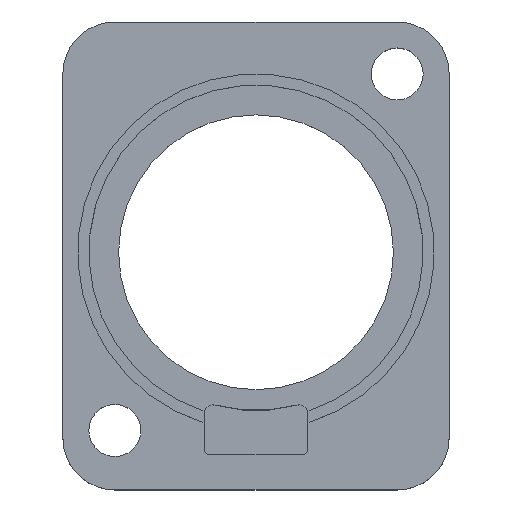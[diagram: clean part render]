
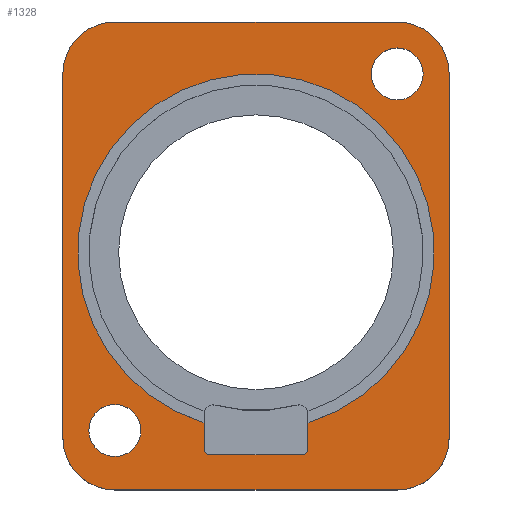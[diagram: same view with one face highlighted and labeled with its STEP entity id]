
A CAD part, top view. The second image highlights one B-rep face of the part: STEP entity #1328.
In plain terms, the highlighted planar face has unit normal (0, 0, 1).
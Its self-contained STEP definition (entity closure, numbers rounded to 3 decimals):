
#335=CARTESIAN_POINT('',(-9.5,-12.,0.));
#336=DIRECTION('',(0.,0.,-1.));
#337=DIRECTION('',(-1.,0.,0.));
#338=AXIS2_PLACEMENT_3D('',#335,#336,#337);
#340=CARTESIAN_POINT('',(-9.5,-12.,0.));
#341=DIRECTION('',(0.,0.,-1.));
#342=DIRECTION('',(1.,0.,0.));
#343=AXIS2_PLACEMENT_3D('',#340,#341,#342);
#345=CARTESIAN_POINT('',(9.5,12.,0.));
#346=DIRECTION('',(0.,0.,-1.));
#347=DIRECTION('',(-1.,0.,0.));
#348=AXIS2_PLACEMENT_3D('',#345,#346,#347);
#350=CARTESIAN_POINT('',(9.5,12.,0.));
#351=DIRECTION('',(0.,0.,-1.));
#352=DIRECTION('',(1.,0.,0.));
#353=AXIS2_PLACEMENT_3D('',#350,#351,#352);
#355=DIRECTION('',(0.,1.,0.));
#356=VECTOR('',#355,24.5);
#357=CARTESIAN_POINT('',(13.,-12.5,0.));
#358=LINE('',#357,#356);
#359=CARTESIAN_POINT('',(9.5,-12.5,0.));
#360=DIRECTION('',(0.,0.,1.));
#361=DIRECTION('',(0.,-1.,0.));
#362=AXIS2_PLACEMENT_3D('',#359,#360,#361);
#364=DIRECTION('',(1.,0.,0.));
#365=VECTOR('',#364,19.);
#366=CARTESIAN_POINT('',(-9.5,-16.,0.));
#367=LINE('',#366,#365);
#368=CARTESIAN_POINT('',(-9.5,-12.5,0.));
#369=DIRECTION('',(0.,0.,1.));
#370=DIRECTION('',(-1.,0.,0.));
#371=AXIS2_PLACEMENT_3D('',#368,#369,#370);
#373=DIRECTION('',(0.,-1.,0.));
#374=VECTOR('',#373,24.5);
#375=CARTESIAN_POINT('',(-13.,12.,0.));
#376=LINE('',#375,#374);
#377=CARTESIAN_POINT('',(-9.5,12.,0.));
#378=DIRECTION('',(0.,0.,1.));
#379=DIRECTION('',(0.,1.,0.));
#380=AXIS2_PLACEMENT_3D('',#377,#378,#379);
#382=DIRECTION('',(-1.,0.,0.));
#383=VECTOR('',#382,19.);
#384=CARTESIAN_POINT('',(9.5,15.5,0.));
#385=LINE('',#384,#383);
#386=CARTESIAN_POINT('',(9.5,12.,0.));
#387=DIRECTION('',(0.,0.,1.));
#388=DIRECTION('',(1.,0.,0.));
#389=AXIS2_PLACEMENT_3D('',#386,#387,#388);
#391=CARTESIAN_POINT('',(0.,0.,0.));
#392=DIRECTION('',(0.,0.,1.));
#393=DIRECTION('',(0.292,-0.957,0.));
#394=AXIS2_PLACEMENT_3D('',#391,#392,#393);
#396=DIRECTION('',(0.,1.,0.));
#397=VECTOR('',#396,1.722);
#398=CARTESIAN_POINT('',(-3.5,-13.2,0.));
#399=LINE('',#398,#397);
#400=CARTESIAN_POINT('',(-3.05,-13.2,0.));
#401=DIRECTION('',(0.,0.,-1.));
#402=DIRECTION('',(0.,-1.,0.));
#403=AXIS2_PLACEMENT_3D('',#400,#401,#402);
#405=DIRECTION('',(-1.,0.,0.));
#406=VECTOR('',#405,6.1);
#407=CARTESIAN_POINT('',(3.05,-13.65,0.));
#408=LINE('',#407,#406);
#409=CARTESIAN_POINT('',(3.05,-13.2,0.));
#410=DIRECTION('',(0.,0.,-1.));
#411=DIRECTION('',(1.,0.,0.));
#412=AXIS2_PLACEMENT_3D('',#409,#410,#411);
#414=DIRECTION('',(0.,-1.,0.));
#415=VECTOR('',#414,1.722);
#416=CARTESIAN_POINT('',(3.5,-11.478,0.));
#417=LINE('',#416,#415);
#963=CARTESIAN_POINT('',(-11.25,-12.,0.));
#964=CARTESIAN_POINT('',(-7.75,-12.,0.));
#965=VERTEX_POINT('',#963);
#966=VERTEX_POINT('',#964);
#967=CARTESIAN_POINT('',(7.75,12.,0.));
#968=CARTESIAN_POINT('',(11.25,12.,0.));
#969=VERTEX_POINT('',#967);
#970=VERTEX_POINT('',#968);
#971=CARTESIAN_POINT('',(13.,-12.5,0.));
#972=CARTESIAN_POINT('',(13.,12.,0.));
#973=VERTEX_POINT('',#971);
#974=VERTEX_POINT('',#972);
#975=CARTESIAN_POINT('',(9.5,-16.,0.));
#976=VERTEX_POINT('',#975);
#977=CARTESIAN_POINT('',(-9.5,-16.,0.));
#978=VERTEX_POINT('',#977);
#979=CARTESIAN_POINT('',(-13.,-12.5,0.));
#980=VERTEX_POINT('',#979);
#981=CARTESIAN_POINT('',(-13.,12.,0.));
#982=VERTEX_POINT('',#981);
#983=CARTESIAN_POINT('',(-9.5,15.5,0.));
#984=VERTEX_POINT('',#983);
#985=CARTESIAN_POINT('',(9.5,15.5,0.));
#986=VERTEX_POINT('',#985);
#1119=CARTESIAN_POINT('',(3.5,-13.2,0.));
#1120=CARTESIAN_POINT('',(3.05,-13.65,0.));
#1121=VERTEX_POINT('',#1119);
#1122=VERTEX_POINT('',#1120);
#1123=CARTESIAN_POINT('',(-3.05,-13.65,0.));
#1124=VERTEX_POINT('',#1123);
#1125=CARTESIAN_POINT('',(-3.5,-13.2,0.));
#1126=VERTEX_POINT('',#1125);
#1127=CARTESIAN_POINT('',(3.5,-11.478,0.));
#1128=VERTEX_POINT('',#1127);
#1129=CARTESIAN_POINT('',(-3.5,-11.478,0.));
#1130=VERTEX_POINT('',#1129);
#1281=CARTESIAN_POINT('',(0.,0.,0.));
#1282=DIRECTION('',(0.,0.,-1.));
#1283=DIRECTION('',(1.,0.,0.));
#1284=AXIS2_PLACEMENT_3D('',#1281,#1282,#1283);
#1285=PLANE('',#1284);
#1287=ORIENTED_EDGE('',*,*,#1286,.F.);
#1289=ORIENTED_EDGE('',*,*,#1288,.F.);
#1291=ORIENTED_EDGE('',*,*,#1290,.F.);
#1293=ORIENTED_EDGE('',*,*,#1292,.F.);
#1295=ORIENTED_EDGE('',*,*,#1294,.F.);
#1297=ORIENTED_EDGE('',*,*,#1296,.F.);
#1299=ORIENTED_EDGE('',*,*,#1298,.F.);
#1301=ORIENTED_EDGE('',*,*,#1300,.F.);
#1302=EDGE_LOOP('',(#1287,#1289,#1291,#1293,#1295,#1297,#1299,#1301));
#1303=FACE_OUTER_BOUND('',#1302,.F.);
#1305=ORIENTED_EDGE('',*,*,#1304,.F.);
#1307=ORIENTED_EDGE('',*,*,#1306,.F.);
#1308=EDGE_LOOP('',(#1305,#1307));
#1309=FACE_BOUND('',#1308,.F.);
#1310=ORIENTED_EDGE('',*,*,#1263,.F.);
#1311=ORIENTED_EDGE('',*,*,#1274,.F.);
#1312=EDGE_LOOP('',(#1310,#1311));
#1313=FACE_BOUND('',#1312,.F.);
#1315=ORIENTED_EDGE('',*,*,#1314,.T.);
#1317=ORIENTED_EDGE('',*,*,#1316,.F.);
#1319=ORIENTED_EDGE('',*,*,#1318,.F.);
#1321=ORIENTED_EDGE('',*,*,#1320,.F.);
#1323=ORIENTED_EDGE('',*,*,#1322,.F.);
#1325=ORIENTED_EDGE('',*,*,#1324,.F.);
#1326=EDGE_LOOP('',(#1315,#1317,#1319,#1321,#1323,#1325));
#1327=FACE_BOUND('',#1326,.F.);
#339=CIRCLE('',#338,1.75);
#344=CIRCLE('',#343,1.75);
#349=CIRCLE('',#348,1.75);
#354=CIRCLE('',#353,1.75);
#363=CIRCLE('',#362,3.5);
#372=CIRCLE('',#371,3.5);
#381=CIRCLE('',#380,3.5);
#390=CIRCLE('',#389,3.5);
#395=CIRCLE('',#394,12.);
#404=CIRCLE('',#403,0.45);
#413=CIRCLE('',#412,0.45);
#1263=EDGE_CURVE('',#965,#966,#339,.T.);
#1274=EDGE_CURVE('',#966,#965,#344,.T.);
#1286=EDGE_CURVE('',#973,#974,#358,.T.);
#1288=EDGE_CURVE('',#976,#973,#363,.T.);
#1290=EDGE_CURVE('',#978,#976,#367,.T.);
#1292=EDGE_CURVE('',#980,#978,#372,.T.);
#1294=EDGE_CURVE('',#982,#980,#376,.T.);
#1296=EDGE_CURVE('',#984,#982,#381,.T.);
#1298=EDGE_CURVE('',#986,#984,#385,.T.);
#1300=EDGE_CURVE('',#974,#986,#390,.T.);
#1304=EDGE_CURVE('',#969,#970,#349,.T.);
#1306=EDGE_CURVE('',#970,#969,#354,.T.);
#1314=EDGE_CURVE('',#1128,#1130,#395,.T.);
#1316=EDGE_CURVE('',#1126,#1130,#399,.T.);
#1318=EDGE_CURVE('',#1124,#1126,#404,.T.);
#1320=EDGE_CURVE('',#1122,#1124,#408,.T.);
#1322=EDGE_CURVE('',#1121,#1122,#413,.T.);
#1324=EDGE_CURVE('',#1128,#1121,#417,.T.);
#1328=ADVANCED_FACE('',(#1303,#1309,#1313,#1327),#1285,.F.);
